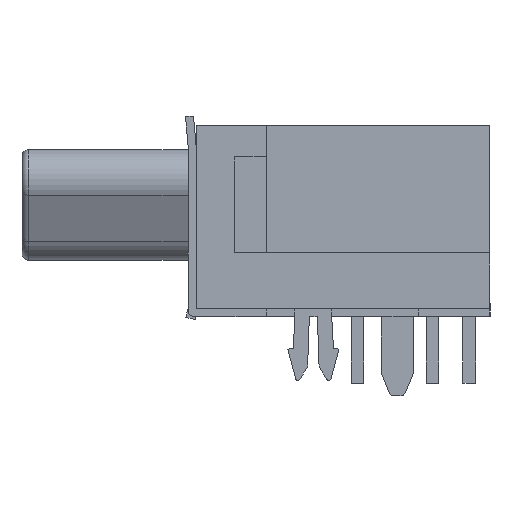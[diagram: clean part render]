
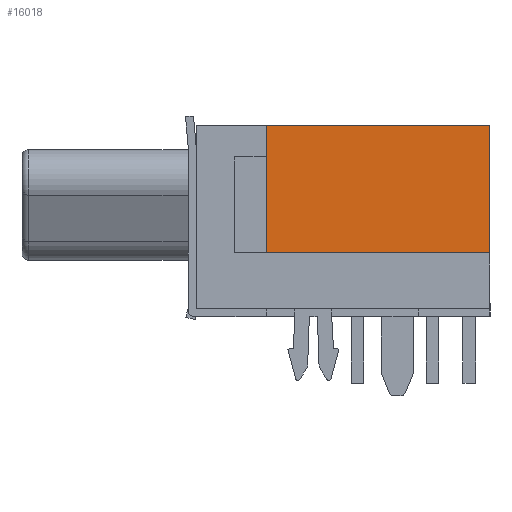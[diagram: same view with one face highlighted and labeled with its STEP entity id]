
A CAD part, left-side view. The second image highlights one B-rep face of the part: STEP entity #16018.
In plain terms, the highlighted planar face has unit normal (-1, 0, 0).
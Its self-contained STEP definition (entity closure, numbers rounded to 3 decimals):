
#14853=CARTESIAN_POINT('',(-16.15,4.6,2.0));
#14854=VERTEX_POINT('',#14853);
#14861=CARTESIAN_POINT('',(-16.15,4.6,6.0));
#14862=VERTEX_POINT('',#14861);
#14863=CARTESIAN_POINT('',(-16.15,4.6,6.0));
#14864=DIRECTION('',(0.0,0.0,-1.0));
#14865=VECTOR('',#14864,4.0);
#14866=LINE('',#14863,#14865);
#14867=EDGE_CURVE('',#14862,#14854,#14866,.T.);
#15951=CARTESIAN_POINT('',(-16.15,-2.4,2.));
#15952=VERTEX_POINT('',#15951);
#15959=CARTESIAN_POINT('',(-16.15,-2.4,2.));
#15960=DIRECTION('',(0.0,1.0,0.0));
#15961=VECTOR('',#15960,7.);
#15962=LINE('',#15959,#15961);
#15963=EDGE_CURVE('',#15952,#14854,#15962,.T.);
#15995=CARTESIAN_POINT('',(-16.15,-2.75,1.8));
#15996=DIRECTION('',(1.0,0.0,0.0));
#15997=DIRECTION('',(0.0,1.0,0.0));
#15998=AXIS2_PLACEMENT_3D('',#15995,#15996,#15997);
#15999=PLANE('',#15998);
#16000=CARTESIAN_POINT('',(-16.15,-2.4,6.));
#16001=VERTEX_POINT('',#16000);
#16002=CARTESIAN_POINT('',(-16.15,-2.4,6.));
#16003=DIRECTION('',(0.0,1.0,0.0));
#16004=VECTOR('',#16003,7.);
#16005=LINE('',#16002,#16004);
#16006=EDGE_CURVE('',#16001,#14862,#16005,.T.);
#16007=ORIENTED_EDGE('',*,*,#16006,.T.);
#16008=ORIENTED_EDGE('',*,*,#14867,.T.);
#16009=ORIENTED_EDGE('',*,*,#15963,.F.);
#16010=CARTESIAN_POINT('',(-16.15,-2.4,6.));
#16011=DIRECTION('',(0.0,0.0,-1.0));
#16012=VECTOR('',#16011,4.0);
#16013=LINE('',#16010,#16012);
#16014=EDGE_CURVE('',#16001,#15952,#16013,.T.);
#16015=ORIENTED_EDGE('',*,*,#16014,.F.);
#16016=EDGE_LOOP('',(#16007,#16008,#16009,#16015));
#16017=FACE_OUTER_BOUND('',#16016,.T.);
#16018=ADVANCED_FACE('',(#16017),#15999,.F.);
